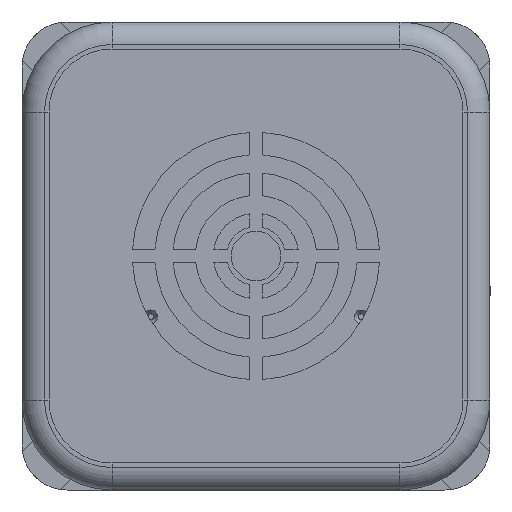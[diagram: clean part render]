
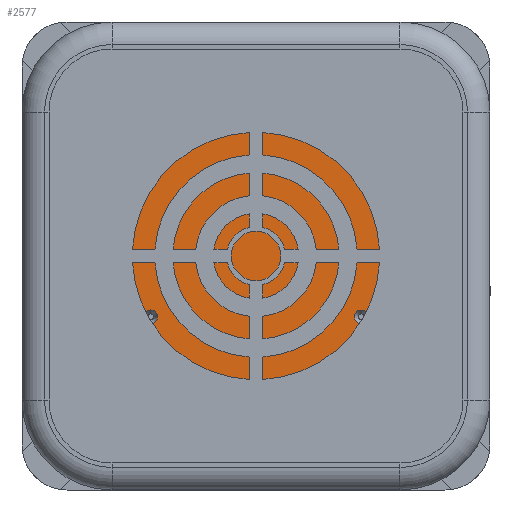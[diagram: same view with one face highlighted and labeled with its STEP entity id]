
A CAD part, front view. The second image highlights one B-rep face of the part: STEP entity #2577.
In plain terms, the highlighted planar face has unit normal (0, -1, 0).
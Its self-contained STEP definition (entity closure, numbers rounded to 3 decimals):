
#38 = CIRCLE ( 'NONE', #15790, 1.5 ) ;
#58 = VERTEX_POINT ( 'NONE', #7555 ) ;
#122 = EDGE_CURVE ( 'NONE', #1365, #11603, #3877, .T. ) ;
#159 = VERTEX_POINT ( 'NONE', #7346 ) ;
#231 = CIRCLE ( 'NONE', #1370, 1.5 ) ;
#325 = CARTESIAN_POINT ( 'NONE',  ( -27., -137.8, 1.5 ) ) ;
#362 = CARTESIAN_POINT ( 'NONE',  ( 23.383, -137.8, -13.5 ) ) ;
#455 = CIRCLE ( 'NONE', #13806, 31. ) ;
#707 = ORIENTED_EDGE ( 'NONE', *, *, #9626, .T. ) ;
#728 = EDGE_CURVE ( 'NONE', #15026, #159, #455, .T. ) ;
#913 = DIRECTION ( 'NONE',  ( 0., 0., -1. ) ) ;
#944 = CIRCLE ( 'NONE', #2079, 1.5 ) ;
#969 = DIRECTION ( 'NONE',  ( 0., -1., 0. ) ) ;
#1025 = CARTESIAN_POINT ( 'NONE',  ( 0., -137.8, 0. ) ) ;
#1118 = CARTESIAN_POINT ( 'NONE',  ( -23.383, -137.8, -13.5 ) ) ;
#1256 = EDGE_CURVE ( 'NONE', #1417, #15948, #38, .T. ) ;
#1281 = DIRECTION ( 'NONE',  ( 0., 0., -1. ) ) ;
#1365 = VERTEX_POINT ( 'NONE', #325 ) ;
#1370 = AXIS2_PLACEMENT_3D ( 'NONE', #362, #9564, #1649 ) ;
#1417 = VERTEX_POINT ( 'NONE', #16902 ) ;
#1422 = AXIS2_PLACEMENT_3D ( 'NONE', #12869, #5000, #14143 ) ;
#1649 = DIRECTION ( 'NONE',  ( 0., 0., -1. ) ) ;
#1748 = EDGE_LOOP ( 'NONE', ( #8887, #9859 ) ) ;
#1806 = AXIS2_PLACEMENT_3D ( 'NONE', #4800, #13946, #6110 ) ;
#1990 = CARTESIAN_POINT ( 'NONE',  ( 0., -137.8, 31. ) ) ;
#1997 = FACE_BOUND ( 'NONE', #13207, .T. ) ;
#2079 = AXIS2_PLACEMENT_3D ( 'NONE', #4681, #4629, #4507 ) ;
#2128 = CIRCLE ( 'NONE', #3873, 1.5 ) ;
#2577 = ADVANCED_FACE ( 'NONE', ( #14740, #15135, #1997, #8604, #11271, #7799 ), #5201, .T. ) ;
#2588 = DIRECTION ( 'NONE',  ( 0., -1., 0. ) ) ;
#2823 = CARTESIAN_POINT ( 'NONE',  ( 0., -137.8, 0. ) ) ;
#3017 = AXIS2_PLACEMENT_3D ( 'NONE', #6819, #15930, #7389 ) ;
#3020 = DIRECTION ( 'NONE',  ( 0., -1., 0. ) ) ;
#3258 = EDGE_LOOP ( 'NONE', ( #9332, #13665 ) ) ;
#3287 = CARTESIAN_POINT ( 'NONE',  ( 27., -137.8, -1.5 ) ) ;
#3307 = AXIS2_PLACEMENT_3D ( 'NONE', #2823, #12049, #4181 ) ;
#3316 = ORIENTED_EDGE ( 'NONE', *, *, #122, .F. ) ;
#3338 = EDGE_CURVE ( 'NONE', #16437, #15585, #944, .T. ) ;
#3627 = VERTEX_POINT ( 'NONE', #7487 ) ;
#3767 = DIRECTION ( 'NONE',  ( 0., -1., 0. ) ) ;
#3850 = ORIENTED_EDGE ( 'NONE', *, *, #6143, .F. ) ;
#3873 = AXIS2_PLACEMENT_3D ( 'NONE', #14377, #6552, #15711 ) ;
#3877 = CIRCLE ( 'NONE', #3017, 1.5 ) ;
#4181 = DIRECTION ( 'NONE',  ( 0., 0., -1. ) ) ;
#4507 = DIRECTION ( 'NONE',  ( 0., 0., -1. ) ) ;
#4629 = DIRECTION ( 'NONE',  ( 0., -1., 0. ) ) ;
#4681 = CARTESIAN_POINT ( 'NONE',  ( 27., -137.8, 0. ) ) ;
#4800 = CARTESIAN_POINT ( 'NONE',  ( -23.383, -137.8, -13.5 ) ) ;
#5000 = DIRECTION ( 'NONE',  ( 0., -1., 0. ) ) ;
#5068 = EDGE_CURVE ( 'NONE', #11603, #1365, #5698, .T. ) ;
#5201 = PLANE ( 'NONE',  #5912 ) ;
#5535 = AXIS2_PLACEMENT_3D ( 'NONE', #10920, #3020, #12237 ) ;
#5661 = CARTESIAN_POINT ( 'NONE',  ( -27., -137.8, -1.5 ) ) ;
#5698 = CIRCLE ( 'NONE', #9506, 1.5 ) ;
#5866 = EDGE_LOOP ( 'NONE', ( #12723, #15089 ) ) ;
#5912 = AXIS2_PLACEMENT_3D ( 'NONE', #7745, #2588, #1281 ) ;
#5953 = EDGE_CURVE ( 'NONE', #3627, #7287, #6077, .T. ) ;
#6077 = CIRCLE ( 'NONE', #5535, 1.5 ) ;
#6110 = DIRECTION ( 'NONE',  ( 0., 0., -1. ) ) ;
#6143 = EDGE_CURVE ( 'NONE', #7287, #3627, #10628, .T. ) ;
#6552 = DIRECTION ( 'NONE',  ( 0., -1., 0. ) ) ;
#6754 = CARTESIAN_POINT ( 'NONE',  ( 27., -137.8, 0. ) ) ;
#6810 = DIRECTION ( 'NONE',  ( 0., 0., -1. ) ) ;
#6819 = CARTESIAN_POINT ( 'NONE',  ( -27., -137.8, 0. ) ) ;
#7287 = VERTEX_POINT ( 'NONE', #12340 ) ;
#7346 = CARTESIAN_POINT ( 'NONE',  ( 0., -137.8, -31. ) ) ;
#7389 = DIRECTION ( 'NONE',  ( 0., 0., -1. ) ) ;
#7487 = CARTESIAN_POINT ( 'NONE',  ( 0., -137.8, 25.5 ) ) ;
#7555 = CARTESIAN_POINT ( 'NONE',  ( 23.383, -137.8, -12. ) ) ;
#7607 = EDGE_CURVE ( 'NONE', #58, #9035, #2128, .T. ) ;
#7745 = CARTESIAN_POINT ( 'NONE',  ( 0., -137.8, 0. ) ) ;
#7799 = FACE_OUTER_BOUND ( 'NONE', #11009, .T. ) ;
#8070 = DIRECTION ( 'NONE',  ( 0., 0., -1. ) ) ;
#8494 = ORIENTED_EDGE ( 'NONE', *, *, #5953, .F. ) ;
#8604 = FACE_BOUND ( 'NONE', #13707, .T. ) ;
#8887 = ORIENTED_EDGE ( 'NONE', *, *, #1256, .F. ) ;
#9035 = VERTEX_POINT ( 'NONE', #11779 ) ;
#9332 = ORIENTED_EDGE ( 'NONE', *, *, #10827, .F. ) ;
#9506 = AXIS2_PLACEMENT_3D ( 'NONE', #11646, #3767, #12956 ) ;
#9564 = DIRECTION ( 'NONE',  ( 0., -1., 0. ) ) ;
#9626 = EDGE_CURVE ( 'NONE', #159, #15026, #11563, .T. ) ;
#9859 = ORIENTED_EDGE ( 'NONE', *, *, #11787, .F. ) ;
#10082 = ORIENTED_EDGE ( 'NONE', *, *, #728, .T. ) ;
#10625 = CARTESIAN_POINT ( 'NONE',  ( 27., -137.8, 1.5 ) ) ;
#10628 = CIRCLE ( 'NONE', #1422, 1.5 ) ;
#10790 = CIRCLE ( 'NONE', #1806, 1.5 ) ;
#10792 = DIRECTION ( 'NONE',  ( 0., -1., 0. ) ) ;
#10827 = EDGE_CURVE ( 'NONE', #9035, #58, #231, .T. ) ;
#10920 = CARTESIAN_POINT ( 'NONE',  ( 0., -137.8, 27. ) ) ;
#11009 = EDGE_LOOP ( 'NONE', ( #707, #10082 ) ) ;
#11271 = FACE_BOUND ( 'NONE', #5866, .T. ) ;
#11563 = CIRCLE ( 'NONE', #3307, 31. ) ;
#11603 = VERTEX_POINT ( 'NONE', #5661 ) ;
#11646 = CARTESIAN_POINT ( 'NONE',  ( -27., -137.8, 0. ) ) ;
#11779 = CARTESIAN_POINT ( 'NONE',  ( 23.383, -137.8, -15. ) ) ;
#11787 = EDGE_CURVE ( 'NONE', #15948, #1417, #10790, .T. ) ;
#12049 = DIRECTION ( 'NONE',  ( 0., -1., 0. ) ) ;
#12237 = DIRECTION ( 'NONE',  ( 0., 0., -1. ) ) ;
#12340 = CARTESIAN_POINT ( 'NONE',  ( 0., -137.8, 28.5 ) ) ;
#12723 = ORIENTED_EDGE ( 'NONE', *, *, #16372, .F. ) ;
#12869 = CARTESIAN_POINT ( 'NONE',  ( 0., -137.8, 27. ) ) ;
#12956 = DIRECTION ( 'NONE',  ( 0., 0., -1. ) ) ;
#13207 = EDGE_LOOP ( 'NONE', ( #8494, #3850 ) ) ;
#13665 = ORIENTED_EDGE ( 'NONE', *, *, #7607, .F. ) ;
#13707 = EDGE_LOOP ( 'NONE', ( #16281, #3316 ) ) ;
#13806 = AXIS2_PLACEMENT_3D ( 'NONE', #1025, #969, #913 ) ;
#13946 = DIRECTION ( 'NONE',  ( 0., -1., 0. ) ) ;
#13999 = CIRCLE ( 'NONE', #16031, 1.5 ) ;
#14143 = DIRECTION ( 'NONE',  ( 0., 0., -1. ) ) ;
#14377 = CARTESIAN_POINT ( 'NONE',  ( 23.383, -137.8, -13.5 ) ) ;
#14740 = FACE_BOUND ( 'NONE', #1748, .T. ) ;
#15026 = VERTEX_POINT ( 'NONE', #1990 ) ;
#15089 = ORIENTED_EDGE ( 'NONE', *, *, #3338, .F. ) ;
#15135 = FACE_BOUND ( 'NONE', #3258, .T. ) ;
#15585 = VERTEX_POINT ( 'NONE', #3287 ) ;
#15711 = DIRECTION ( 'NONE',  ( 0., 0., -1. ) ) ;
#15790 = AXIS2_PLACEMENT_3D ( 'NONE', #1118, #10792, #6810 ) ;
#15909 = DIRECTION ( 'NONE',  ( 0., -1., 0. ) ) ;
#15930 = DIRECTION ( 'NONE',  ( 0., -1., 0. ) ) ;
#15948 = VERTEX_POINT ( 'NONE', #16142 ) ;
#16031 = AXIS2_PLACEMENT_3D ( 'NONE', #6754, #15909, #8070 ) ;
#16142 = CARTESIAN_POINT ( 'NONE',  ( -23.383, -137.8, -12. ) ) ;
#16281 = ORIENTED_EDGE ( 'NONE', *, *, #5068, .F. ) ;
#16372 = EDGE_CURVE ( 'NONE', #15585, #16437, #13999, .T. ) ;
#16437 = VERTEX_POINT ( 'NONE', #10625 ) ;
#16902 = CARTESIAN_POINT ( 'NONE',  ( -23.383, -137.8, -15. ) ) ;
